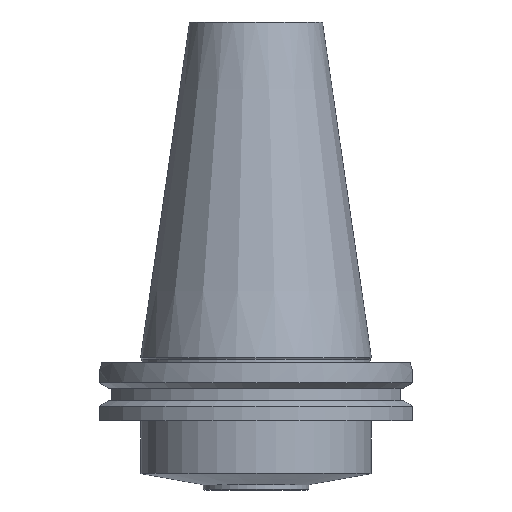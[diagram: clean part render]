
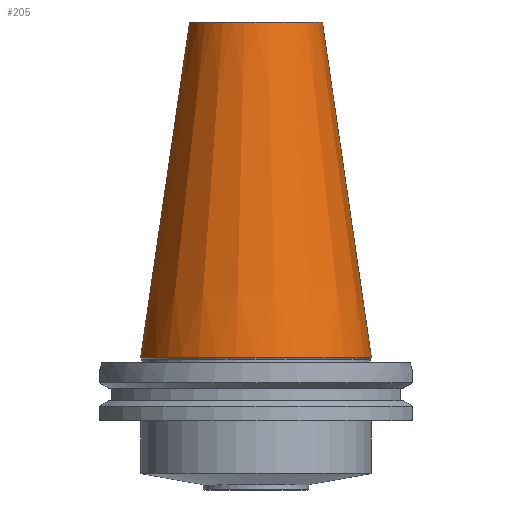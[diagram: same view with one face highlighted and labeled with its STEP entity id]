
A CAD part, front view. The second image highlights one B-rep face of the part: STEP entity #205.
In plain terms, the highlighted conical face has half-angle 8.298 degrees and reference radius 20.107 mm.
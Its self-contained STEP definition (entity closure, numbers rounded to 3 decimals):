
#205=ADVANCED_FACE('',(#262,#263),#246,.T.);
#246=CONICAL_SURFACE('',#759,20.107,8.298);
#262=FACE_BOUND('',#292,.T.);
#263=FACE_BOUND('',#293,.T.);
#292=EDGE_LOOP('',(#349));
#293=EDGE_LOOP('',(#350));
#349=ORIENTED_EDGE('',*,*,#606,.T.);
#350=ORIENTED_EDGE('',*,*,#603,.F.);
#534=VERTEX_POINT('',#1053);
#537=VERTEX_POINT('',#1061);
#603=EDGE_CURVE('',#534,#534,#698,.T.);
#606=EDGE_CURVE('',#537,#537,#701,.T.);
#698=CIRCLE('',#752,34.925);
#701=CIRCLE('',#757,20.107);
#752=AXIS2_PLACEMENT_3D('',#1052,#841,#842);
#757=AXIS2_PLACEMENT_3D('',#1060,#851,#852);
#759=AXIS2_PLACEMENT_3D('',#1063,#855,#856);
#841=DIRECTION('',(0.,0.,-1.));
#842=DIRECTION('',(-1.,0.,0.));
#851=DIRECTION('',(0.,0.,-1.));
#852=DIRECTION('',(-1.,0.,0.));
#855=DIRECTION('',(0.,0.,-1.));
#856=DIRECTION('',(-1.,0.,0.));
#1052=CARTESIAN_POINT('',(0.,0.,0.));
#1053=CARTESIAN_POINT('',(-34.925,0.,0.));
#1060=CARTESIAN_POINT('',(0.,0.,101.6));
#1061=CARTESIAN_POINT('',(-20.107,0.,101.6));
#1063=CARTESIAN_POINT('',(0.,0.,101.6));
